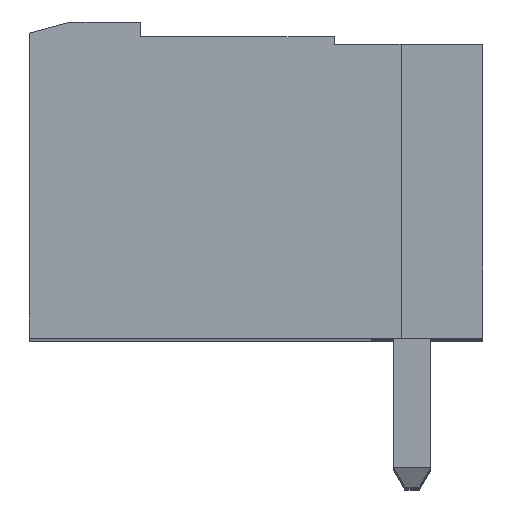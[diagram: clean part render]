
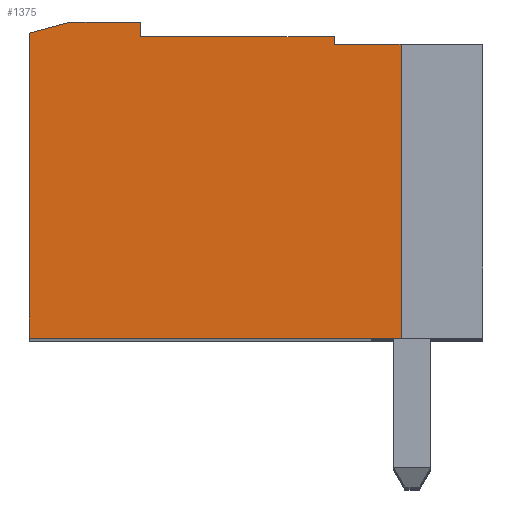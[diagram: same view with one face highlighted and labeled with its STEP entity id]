
A CAD part, top view. The second image highlights one B-rep face of the part: STEP entity #1375.
In plain terms, the highlighted planar face has unit normal (0, 0, 1).
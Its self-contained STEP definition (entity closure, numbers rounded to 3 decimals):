
#1375 = ADVANCED_FACE( '', ( #2911 ), #2912, .T. );
#2911 = FACE_OUTER_BOUND( '', #4609, .T. );
#2912 = PLANE( '', #4610 );
#4609 = EDGE_LOOP( '', ( #8780, #8781, #8782, #8783, #8784, #8785, #8786, #8787, #8788 ) );
#4610 = AXIS2_PLACEMENT_3D( '', #8789, #8790, #8791 );
#8780 = ORIENTED_EDGE( '', *, *, #10875, .F. );
#8781 = ORIENTED_EDGE( '', *, *, #11818, .F. );
#8782 = ORIENTED_EDGE( '', *, *, #11318, .F. );
#8783 = ORIENTED_EDGE( '', *, *, #10407, .F. );
#8784 = ORIENTED_EDGE( '', *, *, #10218, .F. );
#8785 = ORIENTED_EDGE( '', *, *, #11795, .F. );
#8786 = ORIENTED_EDGE( '', *, *, #10213, .F. );
#8787 = ORIENTED_EDGE( '', *, *, #11533, .F. );
#8788 = ORIENTED_EDGE( '', *, *, #11819, .F. );
#8789 = CARTESIAN_POINT( '', ( 204.225, 204.11, 36.56 ) );
#8790 = DIRECTION( '', ( 0., 0., 1. ) );
#8791 = DIRECTION( '', ( 0., 1., 0. ) );
#10213 = EDGE_CURVE( '', #12281, #12202, #12283, .T. );
#10218 = EDGE_CURVE( '', #12290, #12285, #12292, .T. );
#10407 = EDGE_CURVE( '', #12285, #12621, #12625, .T. );
#10875 = EDGE_CURVE( '', #13400, #13267, #13402, .T. );
#11318 = EDGE_CURVE( '', #12621, #14040, #14041, .T. );
#11533 = EDGE_CURVE( '', #14325, #12281, #14327, .T. );
#11795 = EDGE_CURVE( '', #12202, #12290, #14651, .T. );
#11818 = EDGE_CURVE( '', #14040, #13400, #14675, .T. );
#11819 = EDGE_CURVE( '', #13267, #14325, #14676, .T. );
#12202 = VERTEX_POINT( '', #15142 );
#12281 = VERTEX_POINT( '', #15261 );
#12283 = LINE( '', #15264, #15265 );
#12285 = VERTEX_POINT( '', #15267 );
#12290 = VERTEX_POINT( '', #15274 );
#12292 = LINE( '', #15277, #15278 );
#12621 = VERTEX_POINT( '', #15761 );
#12625 = LINE( '', #15767, #15768 );
#13267 = VERTEX_POINT( '', #16712 );
#13400 = VERTEX_POINT( '', #16916 );
#13402 = LINE( '', #16919, #16920 );
#14040 = VERTEX_POINT( '', #17884 );
#14041 = LINE( '', #17885, #17886 );
#14325 = VERTEX_POINT( '', #18330 );
#14327 = LINE( '', #18333, #18334 );
#14651 = LINE( '', #18815, #18816 );
#14675 = LINE( '', #18852, #18853 );
#14676 = LINE( '', #18854, #18855 );
#15142 = CARTESIAN_POINT( '', ( 197.225, 204.71, 36.56 ) );
#15261 = CARTESIAN_POINT( '', ( 195.345, 204.71, 36.56 ) );
#15264 = CARTESIAN_POINT( '', ( 197.225, 204.71, 36.56 ) );
#15265 = VECTOR( '', #19289, 1000. );
#15267 = CARTESIAN_POINT( '', ( 202.425, 204.31, 36.56 ) );
#15274 = CARTESIAN_POINT( '', ( 197.225, 204.31, 36.56 ) );
#15277 = CARTESIAN_POINT( '', ( 202.425, 204.31, 36.56 ) );
#15278 = VECTOR( '', #19293, 1000. );
#15761 = CARTESIAN_POINT( '', ( 202.425, 204.11, 36.56 ) );
#15767 = CARTESIAN_POINT( '', ( 202.425, 204.11, 36.56 ) );
#15768 = VECTOR( '', #19453, 1000. );
#16712 = CARTESIAN_POINT( '', ( 194.225, 196.21, 36.56 ) );
#16916 = CARTESIAN_POINT( '', ( 204.225, 196.21, 36.56 ) );
#16919 = CARTESIAN_POINT( '', ( 194.225, 196.21, 36.56 ) );
#16920 = VECTOR( '', #19870, 1000. );
#17884 = CARTESIAN_POINT( '', ( 204.225, 204.11, 36.56 ) );
#17885 = CARTESIAN_POINT( '', ( 204.225, 204.11, 36.56 ) );
#17886 = VECTOR( '', #20230, 1000. );
#18330 = CARTESIAN_POINT( '', ( 194.225, 204.41, 36.56 ) );
#18333 = CARTESIAN_POINT( '', ( 195.345, 204.71, 36.56 ) );
#18334 = VECTOR( '', #20401, 1000. );
#18815 = CARTESIAN_POINT( '', ( 197.225, 204.31, 36.56 ) );
#18816 = VECTOR( '', #20592, 1000. );
#18852 = CARTESIAN_POINT( '', ( 204.225, 196.21, 36.56 ) );
#18853 = VECTOR( '', #20605, 1000. );
#18854 = CARTESIAN_POINT( '', ( 194.225, 204.41, 36.56 ) );
#18855 = VECTOR( '', #20606, 1000. );
#19289 = DIRECTION( '', ( 1., 0., 0. ) );
#19293 = DIRECTION( '', ( 1., 0., 0. ) );
#19453 = DIRECTION( '', ( 0., -1., 0. ) );
#19870 = DIRECTION( '', ( -1., 0., 0. ) );
#20230 = DIRECTION( '', ( 1., 0., 0. ) );
#20401 = DIRECTION( '', ( 0.966, 0.259, 0. ) );
#20592 = DIRECTION( '', ( 0., -1., 0. ) );
#20605 = DIRECTION( '', ( 0., -1., 0. ) );
#20606 = DIRECTION( '', ( 0., 1., 0. ) );
